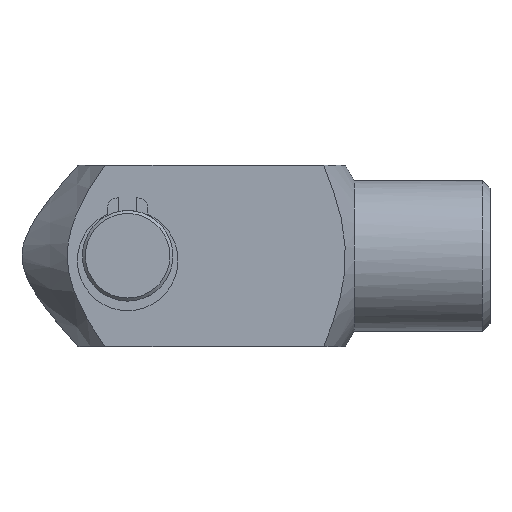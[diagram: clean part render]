
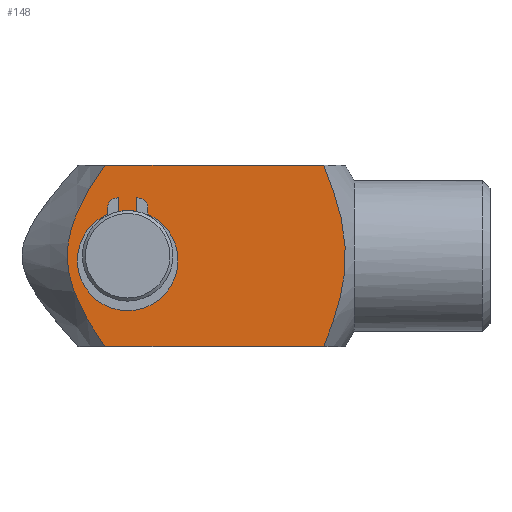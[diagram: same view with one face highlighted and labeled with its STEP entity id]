
A CAD part, top view. The second image highlights one B-rep face of the part: STEP entity #148.
In plain terms, the highlighted planar face has unit normal (0, 0, 1).
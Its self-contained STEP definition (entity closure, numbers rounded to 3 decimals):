
#148 = ADVANCED_FACE( '', ( #325, #326 ), #327, .F. );
#325 = FACE_BOUND( '', #516, .T. );
#326 = FACE_OUTER_BOUND( '', #517, .T. );
#327 = PLANE( '', #518 );
#516 = EDGE_LOOP( '', ( #866 ) );
#517 = EDGE_LOOP( '', ( #867, #868, #869, #870 ) );
#518 = AXIS2_PLACEMENT_3D( '', #871, #872, #873 );
#866 = ORIENTED_EDGE( '', *, *, #1050, .F. );
#867 = ORIENTED_EDGE( '', *, *, #1111, .F. );
#868 = ORIENTED_EDGE( '', *, *, #1090, .F. );
#869 = ORIENTED_EDGE( '', *, *, #1159, .F. );
#870 = ORIENTED_EDGE( '', *, *, #1076, .T. );
#871 = CARTESIAN_POINT( '', ( -14., 12., 12. ) );
#872 = DIRECTION( '', ( 0., 0., -1. ) );
#873 = DIRECTION( '', ( -1., 0., 0. ) );
#1050 = EDGE_CURVE( '', #1239, #1239, #1240, .F. );
#1076 = EDGE_CURVE( '', #1284, #1281, #1285, .T. );
#1090 = EDGE_CURVE( '', #1308, #1309, #1310, .T. );
#1111 = EDGE_CURVE( '', #1309, #1281, #1341, .F. );
#1159 = EDGE_CURVE( '', #1284, #1308, #1405, .T. );
#1239 = VERTEX_POINT( '', #1498 );
#1240 = CIRCLE( '', #1499, 6. );
#1281 = VERTEX_POINT( '', #1546 );
#1284 = VERTEX_POINT( '', #1568 );
#1285 = LINE( '', #1569, #1570 );
#1308 = VERTEX_POINT( '', #1609 );
#1309 = VERTEX_POINT( '', #1610 );
#1310 = LINE( '', #1611, #1612 );
#1341 = B_SPLINE_CURVE_WITH_KNOTS( '', 3, ( #1731, #1732, #1733, #1734, #1735, #1736, #1737, #1738, #1739, #1740, #1741, #1742, #1743, #1744, #1745, #1746, #1747, #1748, #1749, #1750 ), .UNSPECIFIED., .F., .F., ( 4, 2, 2, 2, 2, 2, 2, 2, 2, 4 ), ( 0.014, 0.017, 0.02, 0.023, 0.027, 0.028, 0.03, 0.033, 0.036, 0.039 ), .UNSPECIFIED. );
#1405 = B_SPLINE_CURVE_WITH_KNOTS( '', 3, ( #1856, #1857, #1858, #1859, #1860, #1861, #1862, #1863, #1864, #1865, #1866, #1867, #1868, #1869, #1870, #1871, #1872, #1873, #1874, #1875, #1876, #1877, #1878, #1879, #1880, #1881, #1882, #1883 ), .UNSPECIFIED., .F., .F., ( 4, 2, 2, 2, 2, 2, 2, 2, 2, 2, 2, 2, 2, 4 ), ( 0.067, 0.071, 0.072, 0.074, 0.077, 0.079, 0.08, 0.082, 0.083, 0.084, 0.087, 0.088, 0.09, 0.093 ), .UNSPECIFIED. );
#1498 = CARTESIAN_POINT( '', ( -6., 0., 12. ) );
#1499 = AXIS2_PLACEMENT_3D( '', #2000, #2001, #2002 );
#1546 = CARTESIAN_POINT( '', ( 25.976, -12., 12. ) );
#1568 = CARTESIAN_POINT( '', ( -3.029, -12., 12. ) );
#1569 = CARTESIAN_POINT( '', ( -14., -12., 12. ) );
#1570 = VECTOR( '', #2048, 1000. );
#1609 = CARTESIAN_POINT( '', ( -3.029, 12., 12. ) );
#1610 = CARTESIAN_POINT( '', ( 25.976, 12., 12. ) );
#1611 = CARTESIAN_POINT( '', ( -14., 12., 12. ) );
#1612 = VECTOR( '', #2065, 1000. );
#1731 = CARTESIAN_POINT( '', ( 25.976, -12., 12. ) );
#1732 = CARTESIAN_POINT( '', ( 26.367, -11.041, 12. ) );
#1733 = CARTESIAN_POINT( '', ( 26.74, -10.07, 12. ) );
#1734 = CARTESIAN_POINT( '', ( 27.423, -8.112, 12. ) );
#1735 = CARTESIAN_POINT( '', ( 27.732, -7.127, 12. ) );
#1736 = CARTESIAN_POINT( '', ( 28.254, -5.138, 12. ) );
#1737 = CARTESIAN_POINT( '', ( 28.468, -4.134, 12. ) );
#1738 = CARTESIAN_POINT( '', ( 28.763, -2.1, 12. ) );
#1739 = CARTESIAN_POINT( '', ( 28.844, -1.07, 12. ) );
#1740 = CARTESIAN_POINT( '', ( 28.846, 0.498, 12. ) );
#1741 = CARTESIAN_POINT( '', ( 28.826, 1.024, 12. ) );
#1742 = CARTESIAN_POINT( '', ( 28.75, 2.062, 12. ) );
#1743 = CARTESIAN_POINT( '', ( 28.693, 2.577, 12. ) );
#1744 = CARTESIAN_POINT( '', ( 28.472, 4.111, 12. ) );
#1745 = CARTESIAN_POINT( '', ( 28.259, 5.12, 12. ) );
#1746 = CARTESIAN_POINT( '', ( 27.735, 7.117, 12. ) );
#1747 = CARTESIAN_POINT( '', ( 27.425, 8.105, 12. ) );
#1748 = CARTESIAN_POINT( '', ( 26.741, 10.068, 12. ) );
#1749 = CARTESIAN_POINT( '', ( 26.367, 11.04, 12. ) );
#1750 = CARTESIAN_POINT( '', ( 25.976, 12., 12. ) );
#1856 = CARTESIAN_POINT( '', ( -3.029, -12., 12. ) );
#1857 = CARTESIAN_POINT( '', ( -3.655, -11.115, 12. ) );
#1858 = CARTESIAN_POINT( '', ( -4.26, -10.212, 12. ) );
#1859 = CARTESIAN_POINT( '', ( -5.117, -8.811, 12. ) );
#1860 = CARTESIAN_POINT( '', ( -5.394, -8.337, 12. ) );
#1861 = CARTESIAN_POINT( '', ( -5.925, -7.367, 12. ) );
#1862 = CARTESIAN_POINT( '', ( -6.177, -6.874, 12. ) );
#1863 = CARTESIAN_POINT( '', ( -6.879, -5.379, 12. ) );
#1864 = CARTESIAN_POINT( '', ( -7.276, -4.355, 12. ) );
#1865 = CARTESIAN_POINT( '', ( -7.698, -2.755, 12. ) );
#1866 = CARTESIAN_POINT( '', ( -7.811, -2.207, 12. ) );
#1867 = CARTESIAN_POINT( '', ( -7.961, -1.11, 12. ) );
#1868 = CARTESIAN_POINT( '', ( -7.999, -0.562, 12. ) );
#1869 = CARTESIAN_POINT( '', ( -8.001, 0.536, 12. ) );
#1870 = CARTESIAN_POINT( '', ( -7.963, 1.086, 12. ) );
#1871 = CARTESIAN_POINT( '', ( -7.852, 1.91, 12. ) );
#1872 = CARTESIAN_POINT( '', ( -7.805, 2.186, 12. ) );
#1873 = CARTESIAN_POINT( '', ( -7.696, 2.73, 12. ) );
#1874 = CARTESIAN_POINT( '', ( -7.634, 2.999, 12. ) );
#1875 = CARTESIAN_POINT( '', ( -7.284, 4.331, 12. ) );
#1876 = CARTESIAN_POINT( '', ( -6.889, 5.356, 12. ) );
#1877 = CARTESIAN_POINT( '', ( -6.187, 6.855, 12. ) );
#1878 = CARTESIAN_POINT( '', ( -5.934, 7.349, 12. ) );
#1879 = CARTESIAN_POINT( '', ( -5.405, 8.318, 12. ) );
#1880 = CARTESIAN_POINT( '', ( -5.128, 8.793, 12. ) );
#1881 = CARTESIAN_POINT( '', ( -4.269, 10.198, 12. ) );
#1882 = CARTESIAN_POINT( '', ( -3.661, 11.107, 12. ) );
#1883 = CARTESIAN_POINT( '', ( -3.029, 12., 12. ) );
#2000 = CARTESIAN_POINT( '', ( 0., 0., 12. ) );
#2001 = DIRECTION( '', ( 0., 0., -1. ) );
#2002 = DIRECTION( '', ( -1., 0., 0. ) );
#2048 = DIRECTION( '', ( 1., 0., 0. ) );
#2065 = DIRECTION( '', ( 1., 0., 0. ) );
